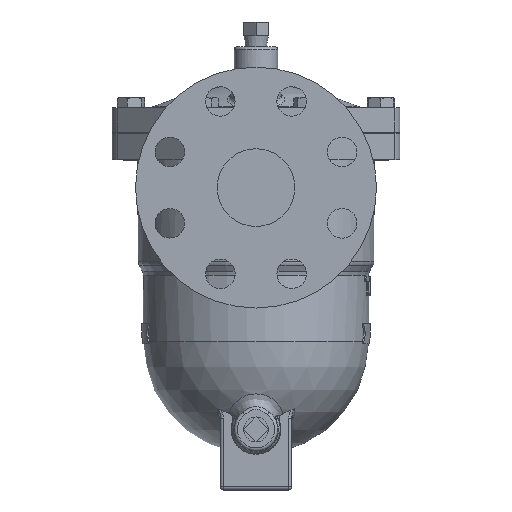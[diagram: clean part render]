
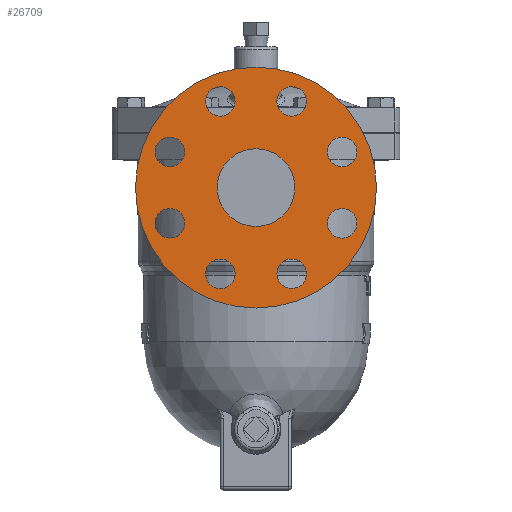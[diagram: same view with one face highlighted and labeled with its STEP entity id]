
A CAD part, left-side view. The second image highlights one B-rep face of the part: STEP entity #26709.
In plain terms, the highlighted planar face has unit normal (-1, 0, 0).
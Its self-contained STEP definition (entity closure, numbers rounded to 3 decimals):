
#25325=CARTESIAN_POINT('',(-140.0,0.,-10.));
#25326=VERTEX_POINT('',#25325);
#25327=CARTESIAN_POINT('',(-140.0,0.0,-35.));
#25328=DIRECTION('',(1.0,0.0,0.0));
#25329=DIRECTION('',(0.0,0.0,-1.0));
#25330=AXIS2_PLACEMENT_3D('',#25327,#25328,#25329);
#25331=CIRCLE('',#25330,25.0);
#25332=EDGE_CURVE('',#25326,#25326,#25331,.T.);
#25383=CARTESIAN_POINT('',(-140.0,62.15,-5.321));
#25384=VERTEX_POINT('',#25383);
#25385=CARTESIAN_POINT('',(-140.0,55.433,-12.039));
#25386=DIRECTION('',(1.0,0.,0.));
#25387=DIRECTION('',(0.,0.707,0.707));
#25388=AXIS2_PLACEMENT_3D('',#25385,#25386,#25387);
#25389=CIRCLE('',#25388,9.5);
#25390=EDGE_CURVE('',#25384,#25384,#25389,.T.);
#25432=CARTESIAN_POINT('',(-140.0,64.933,-57.961));
#25433=VERTEX_POINT('',#25432);
#25434=CARTESIAN_POINT('',(-140.0,55.433,-57.961));
#25435=DIRECTION('',(1.0,0.0,0.0));
#25436=DIRECTION('',(0.0,1.0,0.0));
#25437=AXIS2_PLACEMENT_3D('',#25434,#25435,#25436);
#25438=CIRCLE('',#25437,9.5);
#25439=EDGE_CURVE('',#25433,#25433,#25438,.T.);
#25481=CARTESIAN_POINT('',(-140.0,29.679,-97.15));
#25482=VERTEX_POINT('',#25481);
#25483=CARTESIAN_POINT('',(-140.0,22.961,-90.433));
#25484=DIRECTION('',(1.0,0.,0.));
#25485=DIRECTION('',(0.,0.707,-0.707));
#25486=AXIS2_PLACEMENT_3D('',#25483,#25484,#25485);
#25487=CIRCLE('',#25486,9.5);
#25488=EDGE_CURVE('',#25482,#25482,#25487,.T.);
#25530=CARTESIAN_POINT('',(-140.0,-22.961,-99.933));
#25531=VERTEX_POINT('',#25530);
#25532=CARTESIAN_POINT('',(-140.0,-22.961,-90.433));
#25533=DIRECTION('',(1.0,0.0,0.0));
#25534=DIRECTION('',(0.0,0.0,-1.0));
#25535=AXIS2_PLACEMENT_3D('',#25532,#25533,#25534);
#25536=CIRCLE('',#25535,9.5);
#25537=EDGE_CURVE('',#25531,#25531,#25536,.T.);
#25579=CARTESIAN_POINT('',(-140.0,-62.15,-64.679));
#25580=VERTEX_POINT('',#25579);
#25581=CARTESIAN_POINT('',(-140.0,-55.433,-57.961));
#25582=DIRECTION('',(1.,0.,0.));
#25583=DIRECTION('',(0.,-0.707,-0.707));
#25584=AXIS2_PLACEMENT_3D('',#25581,#25582,#25583);
#25585=CIRCLE('',#25584,9.5);
#25586=EDGE_CURVE('',#25580,#25580,#25585,.T.);
#25628=CARTESIAN_POINT('',(-140.0,-64.933,-12.039));
#25629=VERTEX_POINT('',#25628);
#25630=CARTESIAN_POINT('',(-140.0,-55.433,-12.039));
#25631=DIRECTION('',(1.0,0.0,0.0));
#25632=DIRECTION('',(0.0,-1.0,0.0));
#25633=AXIS2_PLACEMENT_3D('',#25630,#25631,#25632);
#25634=CIRCLE('',#25633,9.5);
#25635=EDGE_CURVE('',#25629,#25629,#25634,.T.);
#25677=CARTESIAN_POINT('',(-140.0,-29.679,27.15));
#25678=VERTEX_POINT('',#25677);
#25679=CARTESIAN_POINT('',(-140.0,-22.961,20.433));
#25680=DIRECTION('',(1.,0.,0.));
#25681=DIRECTION('',(0.,-0.707,0.707));
#25682=AXIS2_PLACEMENT_3D('',#25679,#25680,#25681);
#25683=CIRCLE('',#25682,9.5);
#25684=EDGE_CURVE('',#25678,#25678,#25683,.T.);
#25726=CARTESIAN_POINT('',(-140.0,22.961,29.933));
#25727=VERTEX_POINT('',#25726);
#25728=CARTESIAN_POINT('',(-140.0,22.961,20.433));
#25729=DIRECTION('',(1.0,0.0,0.0));
#25730=DIRECTION('',(0.0,0.0,1.0));
#25731=AXIS2_PLACEMENT_3D('',#25728,#25729,#25730);
#25732=CIRCLE('',#25731,9.5);
#25733=EDGE_CURVE('',#25727,#25727,#25732,.T.);
#25815=CARTESIAN_POINT('',(-140.,0.,42.5));
#25816=VERTEX_POINT('',#25815);
#25817=CARTESIAN_POINT('',(-140.0,0.0,-35.));
#25818=DIRECTION('',(1.0,0.0,0.0));
#25819=DIRECTION('',(0.0,0.0,-1.0));
#25820=AXIS2_PLACEMENT_3D('',#25817,#25818,#25819);
#25821=CIRCLE('',#25820,77.5);
#25822=EDGE_CURVE('',#25816,#25816,#25821,.T.);
#26674=CARTESIAN_POINT('',(-140.0,0.0,-16.5));
#26675=DIRECTION('',(-1.0,0.0,0.0));
#26676=DIRECTION('',(0.0,0.0,1.0));
#26677=AXIS2_PLACEMENT_3D('',#26674,#26675,#26676);
#26678=PLANE('',#26677);
#26679=ORIENTED_EDGE('',*,*,#25822,.F.);
#26680=EDGE_LOOP('',(#26679));
#26681=FACE_OUTER_BOUND('',#26680,.T.);
#26682=ORIENTED_EDGE('',*,*,#25332,.T.);
#26683=EDGE_LOOP('',(#26682));
#26684=FACE_BOUND('',#26683,.T.);
#26685=ORIENTED_EDGE('',*,*,#25390,.T.);
#26686=EDGE_LOOP('',(#26685));
#26687=FACE_BOUND('',#26686,.T.);
#26688=ORIENTED_EDGE('',*,*,#25439,.T.);
#26689=EDGE_LOOP('',(#26688));
#26690=FACE_BOUND('',#26689,.T.);
#26691=ORIENTED_EDGE('',*,*,#25488,.T.);
#26692=EDGE_LOOP('',(#26691));
#26693=FACE_BOUND('',#26692,.T.);
#26694=ORIENTED_EDGE('',*,*,#25537,.T.);
#26695=EDGE_LOOP('',(#26694));
#26696=FACE_BOUND('',#26695,.T.);
#26697=ORIENTED_EDGE('',*,*,#25586,.T.);
#26698=EDGE_LOOP('',(#26697));
#26699=FACE_BOUND('',#26698,.T.);
#26700=ORIENTED_EDGE('',*,*,#25635,.T.);
#26701=EDGE_LOOP('',(#26700));
#26702=FACE_BOUND('',#26701,.T.);
#26703=ORIENTED_EDGE('',*,*,#25684,.T.);
#26704=EDGE_LOOP('',(#26703));
#26705=FACE_BOUND('',#26704,.T.);
#26706=ORIENTED_EDGE('',*,*,#25733,.T.);
#26707=EDGE_LOOP('',(#26706));
#26708=FACE_BOUND('',#26707,.T.);
#26709=ADVANCED_FACE('',(#26681,#26684,#26687,#26690,#26693,#26696,#26699,#26702,#26705,#26708),#26678,.T.);
